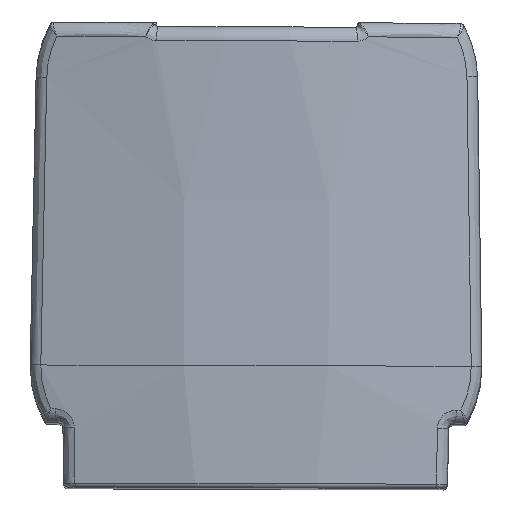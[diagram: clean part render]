
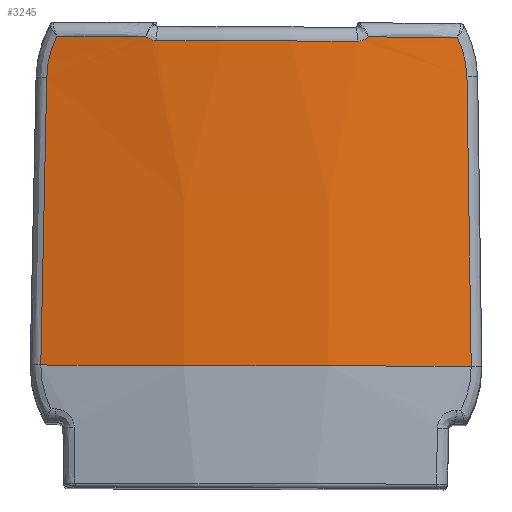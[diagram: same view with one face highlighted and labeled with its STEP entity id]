
A CAD part, top view. The second image highlights one B-rep face of the part: STEP entity #3245.
In plain terms, the highlighted conical face has half-angle 1 degrees and reference radius 59 mm.
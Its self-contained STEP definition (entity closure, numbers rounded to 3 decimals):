
#448 = ORIENTED_EDGE ( 'NONE', *, *, #37480, .T. ) ;
#1628 = CARTESIAN_POINT ( 'NONE',  ( 6.454, 51.549, 37.878 ) ) ;
#1909 = CARTESIAN_POINT ( 'NONE',  ( 29.128, 35.22, 36.757 ) ) ;
#3245 = ADVANCED_FACE ( 'NONE', ( #25487 ), #26024, .T. ) ;
#3658 = CARTESIAN_POINT ( 'NONE',  ( -0.466, 48.692, 36.577 ) ) ;
#3832 = CARTESIAN_POINT ( 'NONE',  ( 6.941, 51.274, 37.947 ) ) ;
#5669 = CARTESIAN_POINT ( 'NONE',  ( 28.256, 51.483, 36.698 ) ) ;
#5824 = EDGE_LOOP ( 'NONE', ( #37709, #55179, #55312, #14118, #448, #22031, #6960, #15947, #38334, #49498 ) ) ;
#6050 = CARTESIAN_POINT ( 'NONE',  ( 2.281, 51.562, 37.203 ) ) ;
#6321 = CARTESIAN_POINT ( 'NONE',  ( 29.029, 41.977, 36.666 ) ) ;
#6960 = ORIENTED_EDGE ( 'NONE', *, *, #38302, .T. ) ;
#7392 = CARTESIAN_POINT ( 'NONE',  ( -0.604, 41.98, 36.667 ) ) ;
#7456 = CARTESIAN_POINT ( 'NONE',  ( 28.624, 50.603, 36.621 ) ) ;
#8260 = CARTESIAN_POINT ( 'NONE',  ( 6.558, 51.453, 37.894 ) ) ;
#10062 = CARTESIAN_POINT ( 'NONE',  ( 24.125, 51.496, 37.598 ) ) ;
#10453 = CIRCLE ( 'NONE', #51369, 58.603 ) ;
#10689 = CARTESIAN_POINT ( 'NONE',  ( 29.227, 28.463, 36.847 ) ) ;
#11037 = CARTESIAN_POINT ( 'NONE',  ( 0.229, 51.568, 36.698 ) ) ;
#11040 = CARTESIAN_POINT ( 'NONE',  ( 21.541, 51.23, 37.947 ) ) ;
#11828 = CARTESIAN_POINT ( 'NONE',  ( 28.256, 51.483, 36.698 ) ) ;
#12155 = CARTESIAN_POINT ( 'NONE',  ( 14.172, 28.508, -20.2 ) ) ;
#14118 = ORIENTED_EDGE ( 'NONE', *, *, #37161, .T. ) ;
#15233 = CARTESIAN_POINT ( 'NONE',  ( 21.926, 51.406, 37.894 ) ) ;
#15422 = CARTESIAN_POINT ( 'NONE',  ( 21.261, 51.205, 37.982 ) ) ;
#15596 = B_SPLINE_CURVE_WITH_KNOTS ( 'NONE', 3,
 ( #32566, #1909, #6321, #36963 ),
 .UNSPECIFIED., .F., .F.,
 ( 4, 4 ),
 ( 0., 1. ),
 .UNSPECIFIED. ) ;
#15734 = DIRECTION ( 'NONE',  ( -0.003, -1., 0. ) ) ;
#15868 = VERTEX_POINT ( 'NONE', #47665 ) ;
#15947 = ORIENTED_EDGE ( 'NONE', *, *, #38547, .T. ) ;
#16110 = VERTEX_POINT ( 'NONE', #51744 ) ;
#16600 = DIRECTION ( 'NONE',  ( 0., 0., 1. ) ) ;
#18789 = VERTEX_POINT ( 'NONE', #36378 ) ;
#22031 = ORIENTED_EDGE ( 'NONE', *, *, #37653, .T. ) ;
#24057 = CARTESIAN_POINT ( 'NONE',  ( 22.03, 51.502, 37.878 ) ) ;
#24247 = CARTESIAN_POINT ( 'NONE',  ( -0.392, 49.68, 36.577 ) ) ;
#24293 = CARTESIAN_POINT ( 'NONE',  ( 22.03, 51.502, 37.878 ) ) ;
#24954 = VERTEX_POINT ( 'NONE', #10689 ) ;
#25166 = B_SPLINE_CURVE_WITH_KNOTS ( 'NONE', 3,
 ( #33632, #7392, #55224, #29416 ),
 .UNSPECIFIED., .F., .F.,
 ( 4, 4 ),
 ( 0., 1. ),
 .UNSPECIFIED. ) ;
#25487 = FACE_OUTER_BOUND ( 'NONE', #5824, .T. ) ;
#25534 = B_SPLINE_CURVE_WITH_KNOTS ( 'NONE', 3,
 ( #11037, #32877, #50268, #24247, #54522, #28676 ),
 .UNSPECIFIED., .F., .F.,
 ( 4, 2, 4 ),
 ( 0., 0.5, 1. ),
 .UNSPECIFIED. ) ;
#26024 = CONICAL_SURFACE ( 'NONE', #27085, 59., 0.017 ) ;
#26151 = B_SPLINE_CURVE_WITH_KNOTS ( 'NONE', 3,
 ( #5669, #31899, #10062, #40734 ),
 .UNSPECIFIED., .F., .F.,
 ( 4, 4 ),
 ( 0., 1. ),
 .UNSPECIFIED. ) ;
#27085 = AXIS2_PLACEMENT_3D ( 'NONE', #40372, #39666, #39991 ) ;
#27897 = CARTESIAN_POINT ( 'NONE',  ( 28.256, 51.483, 36.698 ) ) ;
#28676 = CARTESIAN_POINT ( 'NONE',  ( -0.466, 48.692, 36.577 ) ) ;
#29309 = CARTESIAN_POINT ( 'NONE',  ( 28.93, 48.734, 36.575 ) ) ;
#29416 = CARTESIAN_POINT ( 'NONE',  ( -0.883, 28.554, 36.847 ) ) ;
#31844 = CARTESIAN_POINT ( 'NONE',  ( 21.261, 51.205, 37.982 ) ) ;
#31899 = CARTESIAN_POINT ( 'NONE',  ( 26.204, 51.49, 37.203 ) ) ;
#32566 = CARTESIAN_POINT ( 'NONE',  ( 29.227, 28.463, 36.847 ) ) ;
#32644 = CARTESIAN_POINT ( 'NONE',  ( 28.93, 48.734, 36.575 ) ) ;
#32877 = CARTESIAN_POINT ( 'NONE',  ( 0.009, 51.117, 36.652 ) ) ;
#33632 = CARTESIAN_POINT ( 'NONE',  ( -0.466, 48.692, 36.577 ) ) ;
#33694 = CARTESIAN_POINT ( 'NONE',  ( 28.85, 49.676, 36.579 ) ) ;
#34497 = CARTESIAN_POINT ( 'NONE',  ( 6.676, 51.378, 37.911 ) ) ;
#36130 = AXIS2_PLACEMENT_3D ( 'NONE', #12155, #42792, #16600 ) ;
#36378 = CARTESIAN_POINT ( 'NONE',  ( 0.229, 51.568, 36.698 ) ) ;
#36699 = CARTESIAN_POINT ( 'NONE',  ( 0.229, 51.568, 36.698 ) ) ;
#36963 = CARTESIAN_POINT ( 'NONE',  ( 28.93, 48.734, 36.575 ) ) ;
#37053 = EDGE_CURVE ( 'NONE', #24954, #50449, #15596, .T. ) ;
#37161 = EDGE_CURVE ( 'NONE', #50449, #39123, #40016, .T. ) ;
#37282 = CARTESIAN_POINT ( 'NONE',  ( 21.807, 51.332, 37.911 ) ) ;
#37480 = EDGE_CURVE ( 'NONE', #39123, #49301, #26151, .T. ) ;
#37653 = EDGE_CURVE ( 'NONE', #49301, #45636, #56372, .T. ) ;
#37709 = ORIENTED_EDGE ( 'NONE', *, *, #39460, .T. ) ;
#38090 = CARTESIAN_POINT ( 'NONE',  ( 28.463, 51.051, 36.654 ) ) ;
#38302 = EDGE_CURVE ( 'NONE', #45636, #47894, #10453, .T. ) ;
#38334 = ORIENTED_EDGE ( 'NONE', *, *, #39127, .T. ) ;
#38547 = EDGE_CURVE ( 'NONE', #47894, #16110, #48357, .T. ) ;
#38877 = CARTESIAN_POINT ( 'NONE',  ( 6.454, 51.549, 37.878 ) ) ;
#39123 = VERTEX_POINT ( 'NONE', #27897 ) ;
#39127 = EDGE_CURVE ( 'NONE', #16110, #18789, #55448, .T. ) ;
#39294 = EDGE_CURVE ( 'NONE', #18789, #54499, #25534, .T. ) ;
#39460 = EDGE_CURVE ( 'NONE', #54499, #15868, #25166, .T. ) ;
#39666 = DIRECTION ( 'NONE',  ( -0.003, -1., 0. ) ) ;
#39991 = DIRECTION ( 'NONE',  ( 1., -0.003, 0. ) ) ;
#40016 = B_SPLINE_CURVE_WITH_KNOTS ( 'NONE', 3,
 ( #29309, #50871, #33694, #7456, #38090, #11828 ),
 .UNSPECIFIED., .F., .F.,
 ( 4, 2, 4 ),
 ( 0., 0.5, 1. ),
 .UNSPECIFIED. ) ;
#40372 = CARTESIAN_POINT ( 'NONE',  ( 14.172, 28.508, -20.2 ) ) ;
#40734 = CARTESIAN_POINT ( 'NONE',  ( 22.03, 51.502, 37.878 ) ) ;
#40928 = CARTESIAN_POINT ( 'NONE',  ( 4.36, 51.556, 37.598 ) ) ;
#41007 = CARTESIAN_POINT ( 'NONE',  ( 7.221, 51.247, 37.982 ) ) ;
#41677 = CARTESIAN_POINT ( 'NONE',  ( 21.404, 51.204, 37.964 ) ) ;
#41985 = CARTESIAN_POINT ( 'NONE',  ( 14.241, 51.226, -20.2 ) ) ;
#42792 = DIRECTION ( 'NONE',  ( -0.003, -1., 0. ) ) ;
#43040 = CARTESIAN_POINT ( 'NONE',  ( 7.221, 51.247, 37.982 ) ) ;
#45636 = VERTEX_POINT ( 'NONE', #31844 ) ;
#46260 = DIRECTION ( 'NONE',  ( 0., 0., -1. ) ) ;
#47665 = CARTESIAN_POINT ( 'NONE',  ( -0.883, 28.554, 36.847 ) ) ;
#47894 = VERTEX_POINT ( 'NONE', #41007 ) ;
#48155 = EDGE_CURVE ( 'NONE', #24954, #15868, #54668, .T. ) ;
#48357 = B_SPLINE_CURVE_WITH_KNOTS ( 'NONE', 3,
 ( #43040, #55860, #3832, #34497, #8260, #38877 ),
 .UNSPECIFIED., .F., .F.,
 ( 4, 2, 4 ),
 ( 0., 0.5, 1. ),
 .UNSPECIFIED. ) ;
#49301 = VERTEX_POINT ( 'NONE', #24293 ) ;
#49498 = ORIENTED_EDGE ( 'NONE', *, *, #39294, .T. ) ;
#50268 = CARTESIAN_POINT ( 'NONE',  ( -0.159, 50.647, 36.619 ) ) ;
#50449 = VERTEX_POINT ( 'NONE', #32644 ) ;
#50871 = CARTESIAN_POINT ( 'NONE',  ( 28.915, 49.209, 36.571 ) ) ;
#51369 = AXIS2_PLACEMENT_3D ( 'NONE', #41985, #15734, #46260 ) ;
#51744 = CARTESIAN_POINT ( 'NONE',  ( 6.454, 51.549, 37.878 ) ) ;
#54499 = VERTEX_POINT ( 'NONE', #3658 ) ;
#54522 = CARTESIAN_POINT ( 'NONE',  ( -0.456, 49.189, 36.57 ) ) ;
#54668 = CIRCLE ( 'NONE', #36130, 59. ) ;
#55179 = ORIENTED_EDGE ( 'NONE', *, *, #48155, .F. ) ;
#55224 = CARTESIAN_POINT ( 'NONE',  ( -0.743, 35.267, 36.757 ) ) ;
#55312 = ORIENTED_EDGE ( 'NONE', *, *, #37053, .T. ) ;
#55448 = B_SPLINE_CURVE_WITH_KNOTS ( 'NONE', 3,
 ( #1628, #40928, #6050, #36699 ),
 .UNSPECIFIED., .F., .F.,
 ( 4, 4 ),
 ( 0., 1. ),
 .UNSPECIFIED. ) ;
#55860 = CARTESIAN_POINT ( 'NONE',  ( 7.079, 51.247, 37.964 ) ) ;
#56372 = B_SPLINE_CURVE_WITH_KNOTS ( 'NONE', 3,
 ( #24057, #15233, #37282, #11040, #41677, #15422 ),
 .UNSPECIFIED., .F., .F.,
 ( 4, 2, 4 ),
 ( 0., 0.5, 1. ),
 .UNSPECIFIED. ) ;
